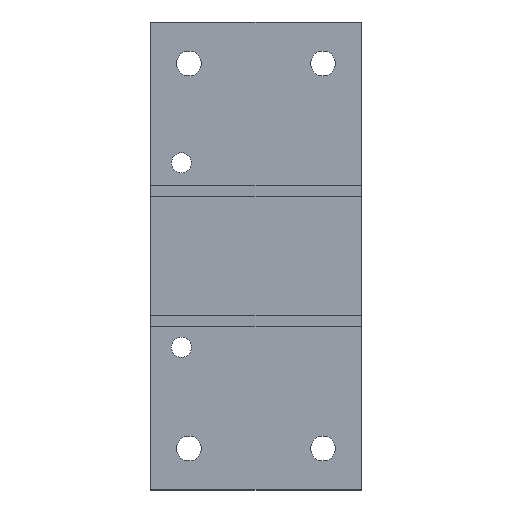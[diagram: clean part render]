
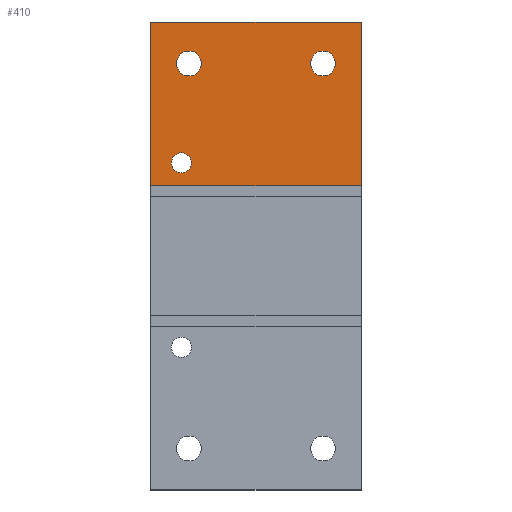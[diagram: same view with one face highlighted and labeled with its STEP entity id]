
A CAD part, top view. The second image highlights one B-rep face of the part: STEP entity #410.
In plain terms, the highlighted planar face has unit normal (0, 0, 1).
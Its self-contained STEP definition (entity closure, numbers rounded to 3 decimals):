
#15=FACE_BOUND('',#83,.T.);
#16=FACE_BOUND('',#84,.T.);
#17=FACE_BOUND('',#85,.T.);
#38=PLANE('',#456);
#62=FACE_OUTER_BOUND('',#82,.T.);
#82=EDGE_LOOP('',(#367,#368,#369,#370));
#83=EDGE_LOOP('',(#371));
#84=EDGE_LOOP('',(#372));
#85=EDGE_LOOP('',(#373));
#119=LINE('',#641,#161);
#125=LINE('',#655,#167);
#135=LINE('',#670,#177);
#136=LINE('',#672,#178);
#161=VECTOR('',#529,10.);
#167=VECTOR('',#539,10.);
#177=VECTOR('',#555,10.);
#178=VECTOR('',#558,10.);
#182=CIRCLE('',#429,1.5);
#188=CIRCLE('',#438,1.854);
#189=CIRCLE('',#440,1.854);
#194=VERTEX_POINT('',#571);
#200=VERTEX_POINT('',#589);
#201=VERTEX_POINT('',#593);
#219=VERTEX_POINT('',#638);
#220=VERTEX_POINT('',#640);
#225=VERTEX_POINT('',#653);
#226=VERTEX_POINT('',#654);
#231=EDGE_CURVE('',#194,#194,#182,.T.);
#240=EDGE_CURVE('',#200,#200,#188,.T.);
#241=EDGE_CURVE('',#201,#201,#189,.T.);
#263=EDGE_CURVE('',#220,#219,#119,.T.);
#269=EDGE_CURVE('',#225,#226,#125,.T.);
#279=EDGE_CURVE('',#219,#225,#135,.T.);
#280=EDGE_CURVE('',#226,#220,#136,.T.);
#367=ORIENTED_EDGE('',*,*,#263,.T.);
#368=ORIENTED_EDGE('',*,*,#279,.T.);
#369=ORIENTED_EDGE('',*,*,#269,.T.);
#370=ORIENTED_EDGE('',*,*,#280,.T.);
#371=ORIENTED_EDGE('',*,*,#241,.T.);
#372=ORIENTED_EDGE('',*,*,#240,.T.);
#373=ORIENTED_EDGE('',*,*,#231,.T.);
#410=ADVANCED_FACE('',(#62,#15,#16,#17),#38,.T.);
#429=AXIS2_PLACEMENT_3D('',#573,#466,#467);
#438=AXIS2_PLACEMENT_3D('',#591,#487,#488);
#440=AXIS2_PLACEMENT_3D('',#594,#491,#492);
#456=AXIS2_PLACEMENT_3D('',#675,#561,#562);
#466=DIRECTION('center_axis',(0.,0.,-1.));
#467=DIRECTION('ref_axis',(0.299,0.954,0.));
#487=DIRECTION('center_axis',(0.,0.,-1.));
#488=DIRECTION('ref_axis',(-1.,0.,0.));
#491=DIRECTION('center_axis',(0.,0.,-1.));
#492=DIRECTION('ref_axis',(1.,0.,0.));
#529=DIRECTION('',(1.,0.,0.));
#539=DIRECTION('',(-1.,0.,0.));
#555=DIRECTION('',(0.,1.,0.));
#558=DIRECTION('',(0.,-1.,0.));
#561=DIRECTION('center_axis',(0.,0.,1.));
#562=DIRECTION('ref_axis',(1.,0.,0.));
#571=CARTESIAN_POINT('',(-9.599,13.867,7.495));
#573=CARTESIAN_POINT('Origin',(-11.098,13.867,7.495));
#589=CARTESIAN_POINT('',(-8.137,28.664,7.495));
#591=CARTESIAN_POINT('Origin',(-9.992,28.664,7.495));
#593=CARTESIAN_POINT('',(8.123,28.664,7.495));
#594=CARTESIAN_POINT('Origin',(9.978,28.664,7.495));
#638=CARTESIAN_POINT('',(15.706,10.459,7.495));
#640=CARTESIAN_POINT('',(-15.706,10.459,7.495));
#641=CARTESIAN_POINT('',(-1.814,10.459,7.495));
#653=CARTESIAN_POINT('',(15.706,34.841,7.495));
#654=CARTESIAN_POINT('',(-15.706,34.841,7.495));
#655=CARTESIAN_POINT('',(-1.814,34.841,7.495));
#670=CARTESIAN_POINT('',(15.706,11.783,7.495));
#672=CARTESIAN_POINT('',(-15.706,11.783,7.495));
#675=CARTESIAN_POINT('Origin',(-3.628,23.67,7.495));
